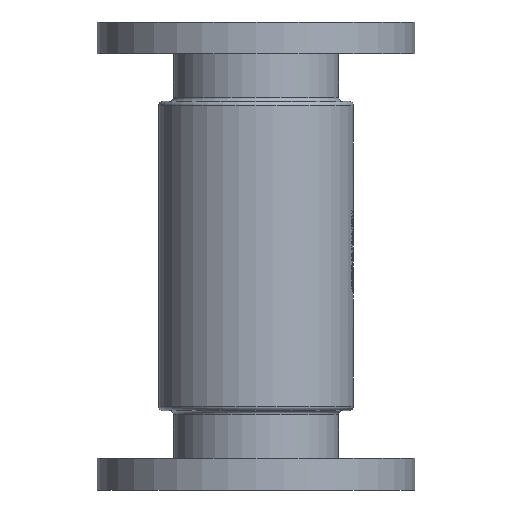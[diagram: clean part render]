
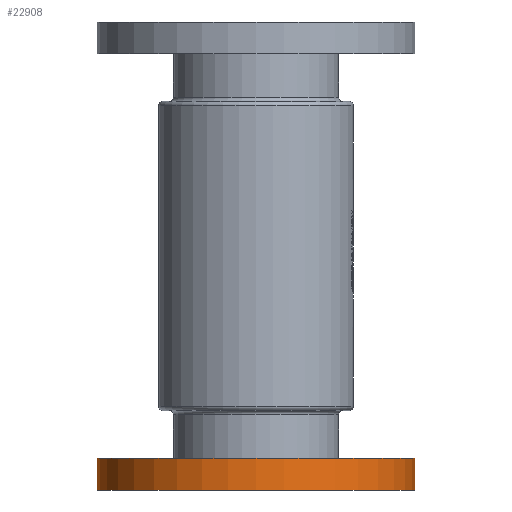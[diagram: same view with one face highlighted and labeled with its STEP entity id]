
A CAD part, front view. The second image highlights one B-rep face of the part: STEP entity #22908.
In plain terms, the highlighted cylindrical face has radius 110 mm (diameter 220 mm), a partial arc.
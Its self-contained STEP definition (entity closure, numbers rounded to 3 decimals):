
#36 = DIRECTION ( 'NONE',  ( 1., 0., 0. ) ) ;
#1989 = EDGE_CURVE ( 'NONE', #17804, #6533, #13037, .T. ) ;
#2257 = DIRECTION ( 'NONE',  ( 0., 0., -1. ) ) ;
#2650 = CARTESIAN_POINT ( 'NONE',  ( 0., 0., -302. ) ) ;
#4303 = ORIENTED_EDGE ( 'NONE', *, *, #8719, .T. ) ;
#5471 = DIRECTION ( 'NONE',  ( 0., 0., -1. ) ) ;
#6128 = VERTEX_POINT ( 'NONE', #14331 ) ;
#6533 = VERTEX_POINT ( 'NONE', #19572 ) ;
#7733 = DIRECTION ( 'NONE',  ( 0., 0., 1. ) ) ;
#8065 = CARTESIAN_POINT ( 'NONE',  ( -110., 0., -302. ) ) ;
#8719 = EDGE_CURVE ( 'NONE', #16464, #17804, #27084, .T. ) ;
#13037 = CIRCLE ( 'NONE', #16813, 110. ) ;
#13095 = DIRECTION ( 'NONE',  ( 0., 0., -1. ) ) ;
#13660 = VECTOR ( 'NONE', #13095, 1000. ) ;
#14213 = AXIS2_PLACEMENT_3D ( 'NONE', #2650, #27723, #25077 ) ;
#14331 = CARTESIAN_POINT ( 'NONE',  ( 110., 0., -302. ) ) ;
#14335 = LINE ( 'NONE', #25668, #20106 ) ;
#14846 = ORIENTED_EDGE ( 'NONE', *, *, #27529, .F. ) ;
#14905 = CARTESIAN_POINT ( 'NONE',  ( -110., 0., -324. ) ) ;
#14982 = EDGE_LOOP ( 'NONE', ( #16585, #4303, #24792, #14846 ) ) ;
#16464 = VERTEX_POINT ( 'NONE', #8065 ) ;
#16585 = ORIENTED_EDGE ( 'NONE', *, *, #18818, .F. ) ;
#16813 = AXIS2_PLACEMENT_3D ( 'NONE', #18348, #7733, #25699 ) ;
#17804 = VERTEX_POINT ( 'NONE', #27685 ) ;
#18059 = CARTESIAN_POINT ( 'NONE',  ( 0., 0., -324. ) ) ;
#18348 = CARTESIAN_POINT ( 'NONE',  ( 0., 0., -324. ) ) ;
#18818 = EDGE_CURVE ( 'NONE', #16464, #6128, #22662, .T. ) ;
#19572 = CARTESIAN_POINT ( 'NONE',  ( 110., 0., -324. ) ) ;
#20106 = VECTOR ( 'NONE', #5471, 1000. ) ;
#22165 = CYLINDRICAL_SURFACE ( 'NONE', #25175, 110. ) ;
#22662 = CIRCLE ( 'NONE', #14213, 110. ) ;
#22908 = ADVANCED_FACE ( 'NONE', ( #29108 ), #22165, .T. ) ;
#24792 = ORIENTED_EDGE ( 'NONE', *, *, #1989, .T. ) ;
#25077 = DIRECTION ( 'NONE',  ( 1., 0., 0. ) ) ;
#25175 = AXIS2_PLACEMENT_3D ( 'NONE', #18059, #2257, #36 ) ;
#25668 = CARTESIAN_POINT ( 'NONE',  ( 110., 0., -324. ) ) ;
#25699 = DIRECTION ( 'NONE',  ( 1., 0., 0. ) ) ;
#27084 = LINE ( 'NONE', #14905, #13660 ) ;
#27529 = EDGE_CURVE ( 'NONE', #6128, #6533, #14335, .T. ) ;
#27685 = CARTESIAN_POINT ( 'NONE',  ( -110., 0., -324. ) ) ;
#27723 = DIRECTION ( 'NONE',  ( 0., 0., 1. ) ) ;
#29108 = FACE_OUTER_BOUND ( 'NONE', #14982, .T. ) ;
